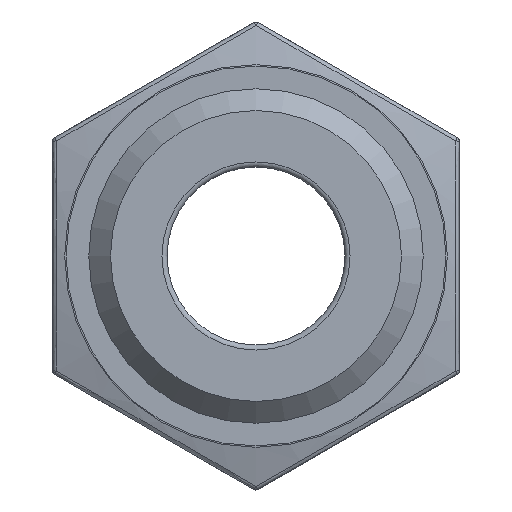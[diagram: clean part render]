
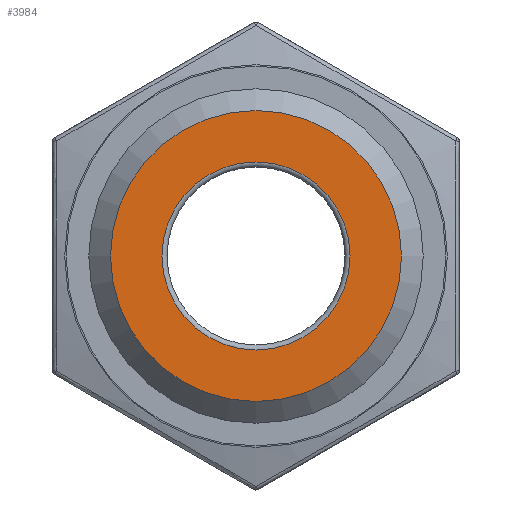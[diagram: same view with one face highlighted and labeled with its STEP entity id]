
A CAD part, left-side view. The second image highlights one B-rep face of the part: STEP entity #3984.
In plain terms, the highlighted planar face has unit normal (-1, 0, 0).
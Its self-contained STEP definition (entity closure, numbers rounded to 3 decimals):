
#322 = EDGE_LOOP ( 'NONE', ( #9124 ) ) ;
#401 = CARTESIAN_POINT ( 'NONE',  ( -14., 0., 5.723 ) ) ;
#523 = CARTESIAN_POINT ( 'NONE',  ( -14., 0., -3.7 ) ) ;
#941 = EDGE_LOOP ( 'NONE', ( #4927 ) ) ;
#3281 = VERTEX_POINT ( 'NONE', #523 ) ;
#3823 = PLANE ( 'NONE',  #12471 ) ;
#3984 = ADVANCED_FACE ( 'NONE', ( #10533, #10474 ), #3823, .F. ) ;
#4000 = CIRCLE ( 'NONE', #5627, 5.723 ) ;
#4927 = ORIENTED_EDGE ( 'NONE', *, *, #5909, .T. ) ;
#5263 = DIRECTION ( 'NONE',  ( 0., 0., 1. ) ) ;
#5627 = AXIS2_PLACEMENT_3D ( 'NONE', #7152, #7086, #5263 ) ;
#5705 = VERTEX_POINT ( 'NONE', #401 ) ;
#5909 = EDGE_CURVE ( 'NONE', #5705, #5705, #4000, .T. ) ;
#6001 = CARTESIAN_POINT ( 'NONE',  ( -14., 0., 0. ) ) ;
#6792 = DIRECTION ( 'NONE',  ( 0., 0., -1. ) ) ;
#7086 = DIRECTION ( 'NONE',  ( -1., 0., 0. ) ) ;
#7152 = CARTESIAN_POINT ( 'NONE',  ( -14., 0., 0. ) ) ;
#7662 = CARTESIAN_POINT ( 'NONE',  ( -14., 5.723, 0. ) ) ;
#7862 = EDGE_CURVE ( 'NONE', #3281, #3281, #10482, .T. ) ;
#9124 = ORIENTED_EDGE ( 'NONE', *, *, #7862, .T. ) ;
#10474 = FACE_OUTER_BOUND ( 'NONE', #941, .T. ) ;
#10482 = CIRCLE ( 'NONE', #12303, 3.7 ) ;
#10533 = FACE_BOUND ( 'NONE', #322, .T. ) ;
#10619 = DIRECTION ( 'NONE',  ( 1., 0., 0. ) ) ;
#11445 = DIRECTION ( 'NONE',  ( 0., 0., -1. ) ) ;
#11481 = DIRECTION ( 'NONE',  ( 1., 0., 0. ) ) ;
#12303 = AXIS2_PLACEMENT_3D ( 'NONE', #6001, #10619, #11445 ) ;
#12471 = AXIS2_PLACEMENT_3D ( 'NONE', #7662, #11481, #6792 ) ;
